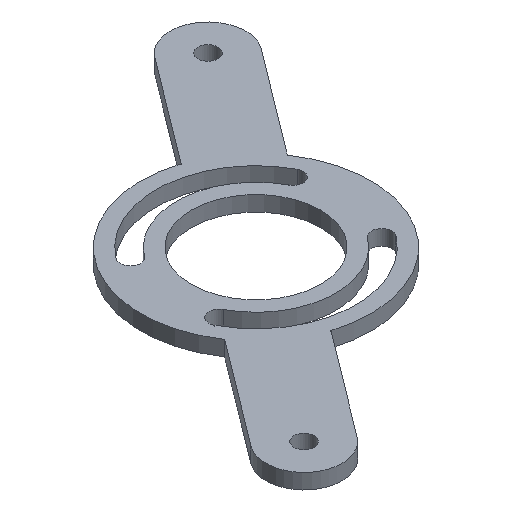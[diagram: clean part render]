
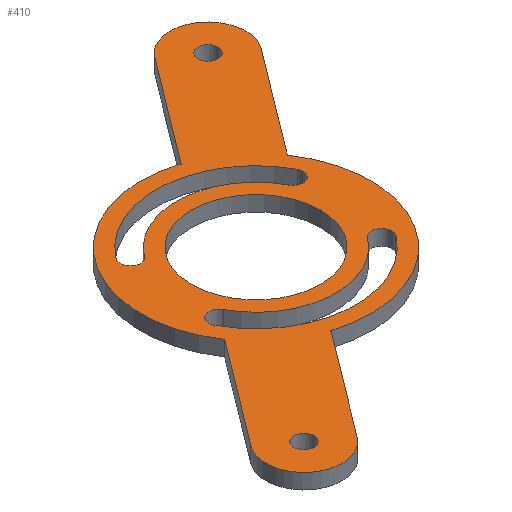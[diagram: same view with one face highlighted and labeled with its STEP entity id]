
A CAD part, isometric view. The second image highlights one B-rep face of the part: STEP entity #410.
In plain terms, the highlighted planar face has unit normal (0, 0, 1).
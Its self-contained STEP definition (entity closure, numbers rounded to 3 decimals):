
#15=FACE_BOUND('',#72,.T.);
#16=FACE_BOUND('',#73,.T.);
#17=FACE_BOUND('',#74,.T.);
#18=FACE_BOUND('',#75,.T.);
#19=FACE_BOUND('',#76,.T.);
#29=PLANE('',#475);
#50=FACE_OUTER_BOUND('',#71,.T.);
#71=EDGE_LOOP('',(#338,#339,#340,#341,#342,#343,#344,#345));
#72=EDGE_LOOP('',(#346,#347,#348,#349));
#73=EDGE_LOOP('',(#350,#351,#352,#353));
#74=EDGE_LOOP('',(#354));
#75=EDGE_LOOP('',(#355));
#76=EDGE_LOOP('',(#356));
#96=LINE('',#682,#123);
#100=LINE('',#694,#127);
#104=LINE('',#706,#131);
#108=LINE('',#718,#135);
#123=VECTOR('',#560,10.);
#127=VECTOR('',#572,10.);
#131=VECTOR('',#584,10.);
#135=VECTOR('',#596,10.);
#137=CIRCLE('',#427,4.);
#139=CIRCLE('',#430,25.5);
#141=CIRCLE('',#433,4.);
#144=CIRCLE('',#437,39.5);
#146=CIRCLE('',#440,4.);
#148=CIRCLE('',#443,31.5);
#150=CIRCLE('',#446,4.);
#152=CIRCLE('',#449,39.5);
#154=CIRCLE('',#452,4.);
#156=CIRCLE('',#455,31.5);
#158=CIRCLE('',#458,4.);
#160=CIRCLE('',#462,45.5);
#162=CIRCLE('',#466,15.);
#164=CIRCLE('',#470,45.5);
#166=CIRCLE('',#474,15.);
#167=VERTEX_POINT('',#610);
#169=VERTEX_POINT('',#616);
#171=VERTEX_POINT('',#622);
#175=VERTEX_POINT('',#631);
#176=VERTEX_POINT('',#633);
#178=VERTEX_POINT('',#639);
#180=VERTEX_POINT('',#645);
#183=VERTEX_POINT('',#655);
#184=VERTEX_POINT('',#657);
#186=VERTEX_POINT('',#663);
#188=VERTEX_POINT('',#669);
#191=VERTEX_POINT('',#679);
#192=VERTEX_POINT('',#681);
#194=VERTEX_POINT('',#687);
#196=VERTEX_POINT('',#693);
#198=VERTEX_POINT('',#699);
#200=VERTEX_POINT('',#705);
#202=VERTEX_POINT('',#711);
#204=VERTEX_POINT('',#717);
#205=EDGE_CURVE('',#167,#167,#137,.T.);
#208=EDGE_CURVE('',#169,#169,#139,.T.);
#211=EDGE_CURVE('',#171,#171,#141,.T.);
#216=EDGE_CURVE('',#176,#175,#144,.T.);
#219=EDGE_CURVE('',#178,#176,#146,.T.);
#222=EDGE_CURVE('',#180,#178,#148,.T.);
#225=EDGE_CURVE('',#175,#180,#150,.T.);
#228=EDGE_CURVE('',#184,#183,#152,.T.);
#231=EDGE_CURVE('',#186,#184,#154,.T.);
#234=EDGE_CURVE('',#188,#186,#156,.T.);
#237=EDGE_CURVE('',#183,#188,#158,.T.);
#240=EDGE_CURVE('',#192,#191,#96,.T.);
#243=EDGE_CURVE('',#194,#192,#160,.T.);
#246=EDGE_CURVE('',#196,#194,#100,.T.);
#249=EDGE_CURVE('',#198,#196,#162,.T.);
#252=EDGE_CURVE('',#200,#198,#104,.T.);
#255=EDGE_CURVE('',#202,#200,#164,.T.);
#258=EDGE_CURVE('',#204,#202,#108,.T.);
#261=EDGE_CURVE('',#191,#204,#166,.T.);
#338=ORIENTED_EDGE('',*,*,#261,.T.);
#339=ORIENTED_EDGE('',*,*,#258,.T.);
#340=ORIENTED_EDGE('',*,*,#255,.T.);
#341=ORIENTED_EDGE('',*,*,#252,.T.);
#342=ORIENTED_EDGE('',*,*,#249,.T.);
#343=ORIENTED_EDGE('',*,*,#246,.T.);
#344=ORIENTED_EDGE('',*,*,#243,.T.);
#345=ORIENTED_EDGE('',*,*,#240,.T.);
#346=ORIENTED_EDGE('',*,*,#237,.T.);
#347=ORIENTED_EDGE('',*,*,#234,.T.);
#348=ORIENTED_EDGE('',*,*,#231,.T.);
#349=ORIENTED_EDGE('',*,*,#228,.T.);
#350=ORIENTED_EDGE('',*,*,#225,.T.);
#351=ORIENTED_EDGE('',*,*,#222,.T.);
#352=ORIENTED_EDGE('',*,*,#219,.T.);
#353=ORIENTED_EDGE('',*,*,#216,.T.);
#354=ORIENTED_EDGE('',*,*,#211,.T.);
#355=ORIENTED_EDGE('',*,*,#208,.T.);
#356=ORIENTED_EDGE('',*,*,#205,.T.);
#410=ADVANCED_FACE('',(#50,#15,#16,#17,#18,#19),#29,.T.);
#427=AXIS2_PLACEMENT_3D('',#611,#481,#482);
#430=AXIS2_PLACEMENT_3D('',#617,#488,#489);
#433=AXIS2_PLACEMENT_3D('',#623,#495,#496);
#437=AXIS2_PLACEMENT_3D('',#634,#505,#506);
#440=AXIS2_PLACEMENT_3D('',#640,#512,#513);
#443=AXIS2_PLACEMENT_3D('',#646,#519,#520);
#446=AXIS2_PLACEMENT_3D('',#650,#526,#527);
#449=AXIS2_PLACEMENT_3D('',#658,#533,#534);
#452=AXIS2_PLACEMENT_3D('',#664,#540,#541);
#455=AXIS2_PLACEMENT_3D('',#670,#547,#548);
#458=AXIS2_PLACEMENT_3D('',#674,#554,#555);
#462=AXIS2_PLACEMENT_3D('',#688,#566,#567);
#466=AXIS2_PLACEMENT_3D('',#700,#578,#579);
#470=AXIS2_PLACEMENT_3D('',#712,#590,#591);
#474=AXIS2_PLACEMENT_3D('',#722,#602,#603);
#475=AXIS2_PLACEMENT_3D('',#723,#604,#605);
#481=DIRECTION('center_axis',(0.,0.,-1.));
#482=DIRECTION('ref_axis',(-1.,0.,0.));
#488=DIRECTION('center_axis',(0.,0.,-1.));
#489=DIRECTION('ref_axis',(-1.,0.,0.));
#495=DIRECTION('center_axis',(0.,0.,-1.));
#496=DIRECTION('ref_axis',(-1.,0.,0.));
#505=DIRECTION('center_axis',(0.,0.,-1.));
#506=DIRECTION('ref_axis',(-0.882,-0.472,0.));
#512=DIRECTION('center_axis',(0.,0.,-1.));
#513=DIRECTION('ref_axis',(0.8,-0.6,0.));
#519=DIRECTION('center_axis',(0.,0.,1.));
#520=DIRECTION('ref_axis',(-0.909,-0.418,0.));
#526=DIRECTION('center_axis',(0.,0.,-1.));
#527=DIRECTION('ref_axis',(0.882,0.472,0.));
#533=DIRECTION('center_axis',(0.,0.,-1.));
#534=DIRECTION('ref_axis',(0.882,0.472,0.));
#540=DIRECTION('center_axis',(0.,0.,-1.));
#541=DIRECTION('ref_axis',(-0.8,0.6,0.));
#547=DIRECTION('center_axis',(0.,0.,1.));
#548=DIRECTION('ref_axis',(0.882,0.472,0.));
#554=DIRECTION('center_axis',(0.,0.,-1.));
#555=DIRECTION('ref_axis',(-0.882,-0.472,0.));
#560=DIRECTION('',(0.6,0.8,0.));
#566=DIRECTION('center_axis',(0.,0.,1.));
#567=DIRECTION('ref_axis',(-0.303,-0.953,0.));
#572=DIRECTION('',(0.6,0.8,0.));
#578=DIRECTION('center_axis',(0.,0.,1.));
#579=DIRECTION('ref_axis',(-0.75,0.661,0.));
#584=DIRECTION('',(-0.6,-0.8,0.));
#590=DIRECTION('center_axis',(0.,0.,1.));
#591=DIRECTION('ref_axis',(0.303,0.953,0.));
#596=DIRECTION('',(-0.6,-0.8,0.));
#602=DIRECTION('center_axis',(0.,0.,1.));
#603=DIRECTION('ref_axis',(0.75,-0.661,0.));
#604=DIRECTION('center_axis',(0.,0.,1.));
#605=DIRECTION('ref_axis',(-1.,0.,0.));
#610=CARTESIAN_POINT('',(-53.,-76.,148.));
#611=CARTESIAN_POINT('Origin',(-57.,-76.,148.));
#616=CARTESIAN_POINT('',(25.5,0.,148.));
#617=CARTESIAN_POINT('Origin',(0.,0.,
148.));
#622=CARTESIAN_POINT('',(61.,76.,148.));
#623=CARTESIAN_POINT('Origin',(57.,76.,148.));
#631=CARTESIAN_POINT('',(-34.833,-18.626,148.));
#633=CARTESIAN_POINT('',(31.6,-23.7,148.));
#634=CARTESIAN_POINT('Origin',(0.,0.,148.));
#639=CARTESIAN_POINT('',(25.2,-18.9,148.));
#640=CARTESIAN_POINT('Origin',(28.4,-21.3,148.));
#645=CARTESIAN_POINT('',(-27.778,-14.854,148.));
#646=CARTESIAN_POINT('Origin',(0.,0.,148.));
#650=CARTESIAN_POINT('Origin',(-31.305,-16.74,148.));
#655=CARTESIAN_POINT('',(34.833,18.626,148.));
#657=CARTESIAN_POINT('',(-31.6,23.7,148.));
#658=CARTESIAN_POINT('Origin',(0.,0.,148.));
#663=CARTESIAN_POINT('',(-25.2,18.9,148.));
#664=CARTESIAN_POINT('Origin',(-28.4,21.3,148.));
#669=CARTESIAN_POINT('',(27.778,14.854,148.));
#670=CARTESIAN_POINT('Origin',(0.,0.,148.));
#674=CARTESIAN_POINT('Origin',(31.305,16.74,148.));
#679=CARTESIAN_POINT('',(69.,67.,148.));
#681=CARTESIAN_POINT('',(37.774,25.365,148.));
#682=CARTESIAN_POINT('',(69.,67.,148.));
#687=CARTESIAN_POINT('',(-13.774,-43.365,148.));
#688=CARTESIAN_POINT('Origin',(0.,0.,
148.));
#693=CARTESIAN_POINT('',(-45.,-85.,148.));
#694=CARTESIAN_POINT('',(-45.,-85.,148.));
#699=CARTESIAN_POINT('',(-69.,-67.,148.));
#700=CARTESIAN_POINT('Origin',(-57.,-76.,148.));
#705=CARTESIAN_POINT('',(-37.774,-25.365,148.));
#706=CARTESIAN_POINT('',(-69.,-67.,148.));
#711=CARTESIAN_POINT('',(13.774,43.365,148.));
#712=CARTESIAN_POINT('Origin',(0.,0.,
148.));
#717=CARTESIAN_POINT('',(45.,85.,148.));
#718=CARTESIAN_POINT('',(45.,85.,148.));
#722=CARTESIAN_POINT('Origin',(57.,76.,148.));
#723=CARTESIAN_POINT('Origin',(0.,0.,148.));
